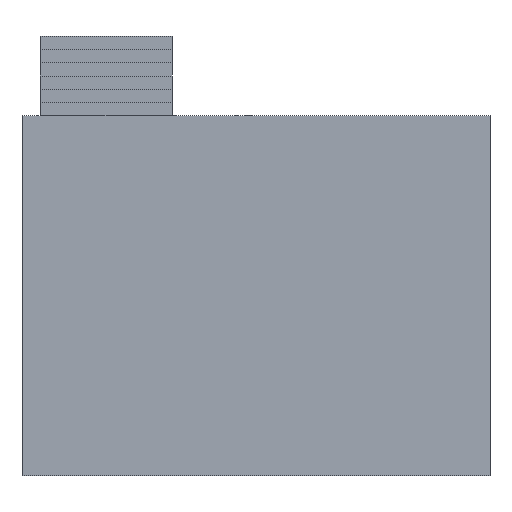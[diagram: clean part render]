
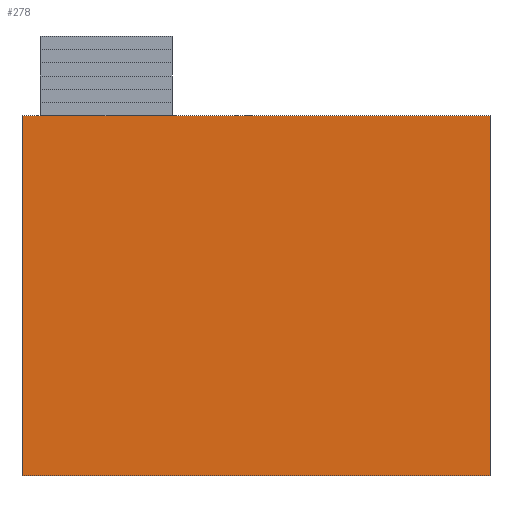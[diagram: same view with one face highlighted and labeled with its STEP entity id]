
A CAD part, front view. The second image highlights one B-rep face of the part: STEP entity #278.
In plain terms, the highlighted planar face has unit normal (0, -1, 0).
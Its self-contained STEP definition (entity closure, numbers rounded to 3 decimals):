
#278=ADVANCED_FACE('',(#775),#776,.T.);
#286=EDGE_CURVE('',#468,#304,#784,.T.);
#294=EDGE_CURVE('',#328,#304,#792,.T.);
#304=VERTEX_POINT('',#803);
#308=EDGE_CURVE('',#428,#328,#808,.T.);
#328=VERTEX_POINT('',#829);
#422=EDGE_CURVE('',#428,#468,#932,.T.);
#428=VERTEX_POINT('',#938);
#468=VERTEX_POINT('',#982);
#775=FACE_OUTER_BOUND('',#1311,.T.);
#776=PLANE('',#1312);
#784=LINE('',#1324,#1325);
#792=LINE('',#1336,#1337);
#803=CARTESIAN_POINT('',(64.0,-15.0,0.0));
#808=LINE('',#1358,#1359);
#829=CARTESIAN_POINT('',(-14.0,-15.,0.0));
#932=LINE('',#1532,#1533);
#938=CARTESIAN_POINT('',(-14.0,-15.,60.0));
#982=CARTESIAN_POINT('',(64.0,-15.0,60.0));
#1311=EDGE_LOOP('',(#2046,#2047,#2048,#2049));
#1312=AXIS2_PLACEMENT_3D('',#2050,#2051,#2052);
#1324=CARTESIAN_POINT('',(64.0,-15.0,60.0));
#1325=VECTOR('',#2056,1.0);
#1336=CARTESIAN_POINT('',(-14.0,-15.,0.0));
#1337=VECTOR('',#2058,1.0);
#1358=CARTESIAN_POINT('',(-14.0,-15.,60.0));
#1359=VECTOR('',#2077,1.0);
#1532=CARTESIAN_POINT('',(-14.0,-15.,60.0));
#1533=VECTOR('',#2210,1.0);
#2046=ORIENTED_EDGE('',*,*,#294,.T.);
#2047=ORIENTED_EDGE('',*,*,#286,.F.);
#2048=ORIENTED_EDGE('',*,*,#422,.F.);
#2049=ORIENTED_EDGE('',*,*,#308,.T.);
#2050=CARTESIAN_POINT('',(-14.0,-15.,60.0));
#2051=DIRECTION('',(0.0,-1.0,0.0));
#2052=DIRECTION('',(0.0,0.0,-1.0));
#2056=DIRECTION('',(0.0,0.0,-1.0));
#2058=DIRECTION('',(1.0,0.0,0.0));
#2077=DIRECTION('',(0.0,0.0,-1.0));
#2210=DIRECTION('',(1.0,0.0,0.0));
